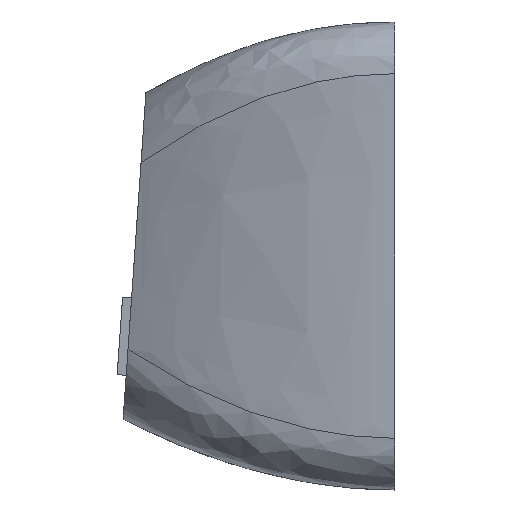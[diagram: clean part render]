
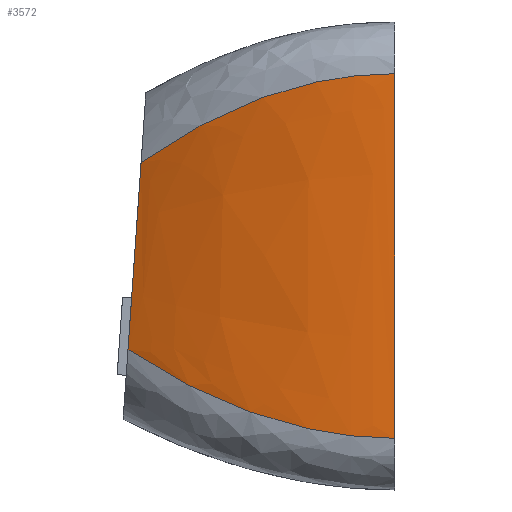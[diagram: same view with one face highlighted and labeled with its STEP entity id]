
A CAD part, left-side view. The second image highlights one B-rep face of the part: STEP entity #3572.
In plain terms, the highlighted free-form (B-spline) face has degree [3, 3] with [4, 4] control points.
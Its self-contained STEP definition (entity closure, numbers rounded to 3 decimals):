
#183=B_SPLINE_CURVE_WITH_KNOTS('',3,(#6920,#6921,#6922,#6923),
 .UNSPECIFIED.,.F.,.F.,(4,4),(0.,1.),.UNSPECIFIED.);
#184=B_SPLINE_CURVE_WITH_KNOTS('',3,(#6940,#6941,#6942,#6943),
 .UNSPECIFIED.,.F.,.F.,(4,4),(0.,1.),.UNSPECIFIED.);
#296=B_SPLINE_SURFACE_WITH_KNOTS('',3,3,((#6924,#6925,#6926,#6927),(#6928,
#6929,#6930,#6931),(#6932,#6933,#6934,#6935),(#6936,#6937,#6938,#6939)),
 .UNSPECIFIED.,.F.,.F.,.F.,(4,4),(4,4),(0.,1.),(0.,1.),.UNSPECIFIED.);
#419=FACE_OUTER_BOUND('',#619,.T.);
#619=EDGE_LOOP('',(#2784,#2785,#2786,#2787));
#742=LINE('',#4639,#1063);
#844=LINE('',#6895,#1165);
#1063=VECTOR('',#3848,10.);
#1165=VECTOR('',#4044,10.);
#1392=VERTEX_POINT('',#4636);
#1393=VERTEX_POINT('',#4638);
#1542=VERTEX_POINT('',#6881);
#1548=VERTEX_POINT('',#6893);
#1764=EDGE_CURVE('',#1392,#1393,#742,.T.);
#1993=EDGE_CURVE('',#1542,#1548,#844,.T.);
#1995=EDGE_CURVE('',#1392,#1542,#183,.T.);
#1996=EDGE_CURVE('',#1393,#1548,#184,.T.);
#2784=ORIENTED_EDGE('',*,*,#1764,.F.);
#2785=ORIENTED_EDGE('',*,*,#1995,.T.);
#2786=ORIENTED_EDGE('',*,*,#1993,.T.);
#2787=ORIENTED_EDGE('',*,*,#1996,.F.);
#3572=ADVANCED_FACE('',(#419),#296,.F.);
#3848=DIRECTION('',(0.,-0.07,0.998));
#4044=DIRECTION('',(0.,0.,1.));
#4636=CARTESIAN_POINT('',(2.7,10.32,5.433));
#4638=CARTESIAN_POINT('',(2.7,9.814,12.671));
#4639=CARTESIAN_POINT('',(2.7,10.32,5.433));
#6881=CARTESIAN_POINT('',(0.,0.,2.));
#6893=CARTESIAN_POINT('',(0.,0.,16.1));
#6895=CARTESIAN_POINT('',(0.,0.,2.));
#6920=CARTESIAN_POINT('Ctrl Pts',(2.7,10.32,5.433));
#6921=CARTESIAN_POINT('Ctrl Pts',(0.9,6.88,3.144));
#6922=CARTESIAN_POINT('Ctrl Pts',(0.,3.356,
2.));
#6923=CARTESIAN_POINT('Ctrl Pts',(0.,0.,2.));
#6924=CARTESIAN_POINT('Ctrl Pts',(2.7,10.32,5.433));
#6925=CARTESIAN_POINT('Ctrl Pts',(0.9,6.88,3.144));
#6926=CARTESIAN_POINT('Ctrl Pts',(0.,3.356,
2.));
#6927=CARTESIAN_POINT('Ctrl Pts',(0.,0.,2.));
#6928=CARTESIAN_POINT('Ctrl Pts',(2.7,10.221,6.843));
#6929=CARTESIAN_POINT('Ctrl Pts',(0.939,6.814,4.776));
#6930=CARTESIAN_POINT('Ctrl Pts',(0.,3.356,
3.047));
#6931=CARTESIAN_POINT('Ctrl Pts',(0.,0.,3.047));
#6932=CARTESIAN_POINT('Ctrl Pts',(2.7,9.913,11.261));
#6933=CARTESIAN_POINT('Ctrl Pts',(0.939,6.608,13.325));
#6934=CARTESIAN_POINT('Ctrl Pts',(0.,3.356,
15.053));
#6935=CARTESIAN_POINT('Ctrl Pts',(0.,0.,15.053));
#6936=CARTESIAN_POINT('Ctrl Pts',(2.7,9.814,12.671));
#6937=CARTESIAN_POINT('Ctrl Pts',(0.9,6.543,14.957));
#6938=CARTESIAN_POINT('Ctrl Pts',(0.,3.356,
16.1));
#6939=CARTESIAN_POINT('Ctrl Pts',(0.,0.,16.1));
#6940=CARTESIAN_POINT('Ctrl Pts',(2.7,9.814,12.671));
#6941=CARTESIAN_POINT('Ctrl Pts',(0.9,6.543,14.957));
#6942=CARTESIAN_POINT('Ctrl Pts',(0.,3.356,
16.1));
#6943=CARTESIAN_POINT('Ctrl Pts',(0.,0.,
16.1));
